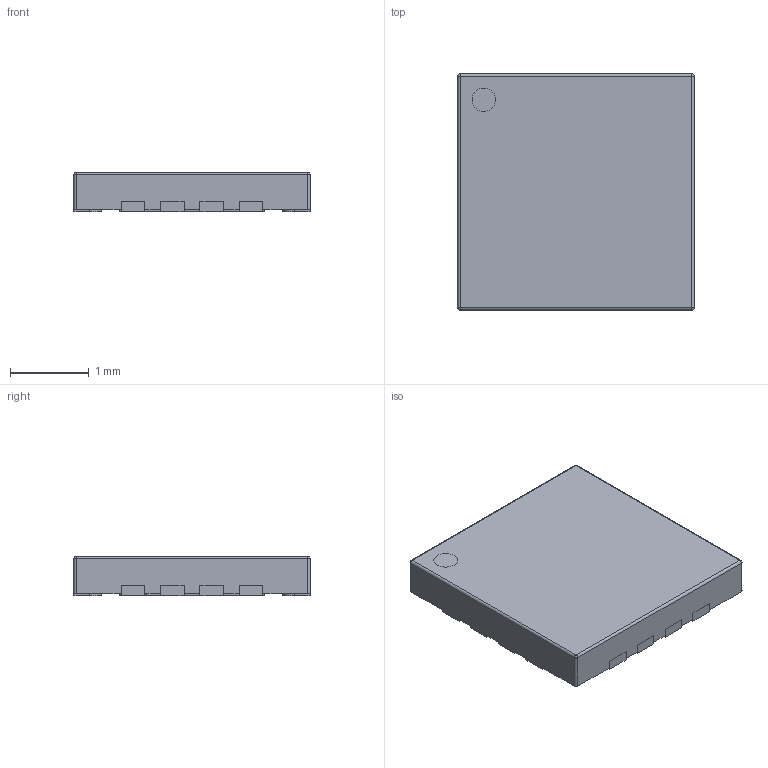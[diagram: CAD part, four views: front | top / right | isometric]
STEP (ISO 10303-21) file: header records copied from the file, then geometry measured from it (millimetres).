
FILE_DESCRIPTION (( 'STEP AP214' ), '1' );
FILE_NAME ('NX3DV2567HR.STEP', '2025-01-11T08:36:06', ( '' ), ( '' ), 'SwSTEP 2.0', 'SolidWorks 2023', '' );
FILE_SCHEMA (( 'AUTOMOTIVE_DESIGN' ));
Length unit declared in the file: millimetre
Products named in the file (1): NX3DV2567HR
Bounding box: 3 x 3 x 0.5 mm (x, y, z)
Volume: 4.4 mm3; surface area: 37.1 mm2
Topology: 19 solids, 19 shells, 206 faces, 490 edges, 320 vertices
Faces by surface type: plane 150, cylinder 52, sphere 4
Entity records: 7526 total; most frequent: CARTESIAN_POINT 1013, DIRECTION 1004, ORIENTED_EDGE 972, EDGE_CURVE 486, LINE 382, VECTOR 382, VERTEX_POINT 320, AXIS2_PLACEMENT_3D 311
